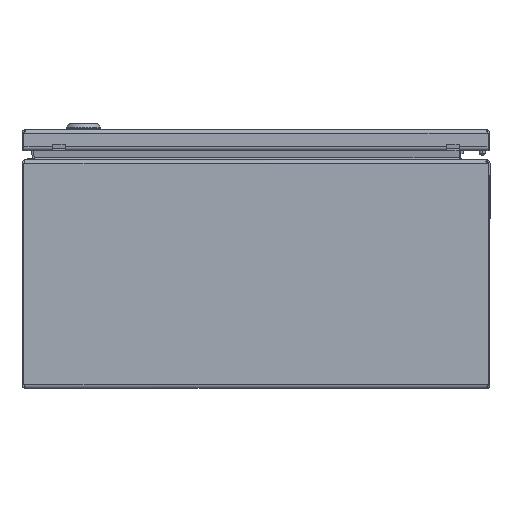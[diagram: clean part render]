
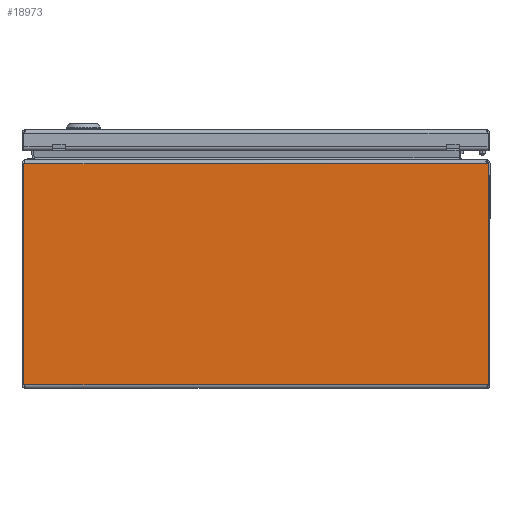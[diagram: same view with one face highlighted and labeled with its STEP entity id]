
A CAD part, front view. The second image highlights one B-rep face of the part: STEP entity #18973.
In plain terms, the highlighted planar face has unit normal (0, -1, 0).
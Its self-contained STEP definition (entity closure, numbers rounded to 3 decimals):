
#752 = VECTOR ( 'NONE', #2929, 1000. ) ;
#904 = ORIENTED_EDGE ( 'NONE', *, *, #17156, .F. ) ;
#1988 = VECTOR ( 'NONE', #20002, 1000. ) ;
#2227 = ORIENTED_EDGE ( 'NONE', *, *, #20973, .F. ) ;
#2599 = VERTEX_POINT ( 'NONE', #3608 ) ;
#2929 = DIRECTION ( 'NONE',  ( -1., 0., 0. ) ) ;
#3448 = PLANE ( 'NONE',  #9679 ) ;
#3608 = CARTESIAN_POINT ( 'NONE',  ( 188.493, -300., 3. ) ) ;
#3900 = VERTEX_POINT ( 'NONE', #6487 ) ;
#4226 = ORIENTED_EDGE ( 'NONE', *, *, #16955, .F. ) ;
#4779 = VERTEX_POINT ( 'NONE', #11895 ) ;
#4907 = ORIENTED_EDGE ( 'NONE', *, *, #22153, .T. ) ;
#5455 = DIRECTION ( 'NONE',  ( 0., 1., 0. ) ) ;
#6072 = CARTESIAN_POINT ( 'NONE',  ( -188.493, -300., 185.7 ) ) ;
#6487 = CARTESIAN_POINT ( 'NONE',  ( -188.493, -300., 182.7 ) ) ;
#8019 = VECTOR ( 'NONE', #24452, 1000. ) ;
#9679 = AXIS2_PLACEMENT_3D ( 'NONE', #17360, #5455, #19371 ) ;
#9867 = VECTOR ( 'NONE', #18648, 1000. ) ;
#10534 = CARTESIAN_POINT ( 'NONE',  ( 188.493, -300., 182.7 ) ) ;
#11895 = CARTESIAN_POINT ( 'NONE',  ( -188.493, -300., 3. ) ) ;
#12518 = CARTESIAN_POINT ( 'NONE',  ( 188.493, -300., 185.7 ) ) ;
#14235 = VERTEX_POINT ( 'NONE', #20893 ) ;
#14833 = CARTESIAN_POINT ( 'NONE',  ( 3190., -300., 3. ) ) ;
#15998 = LINE ( 'NONE', #14833, #752 ) ;
#16955 = EDGE_CURVE ( 'NONE', #4779, #3900, #17226, .T. ) ;
#17156 = EDGE_CURVE ( 'NONE', #2599, #4779, #15998, .T. ) ;
#17226 = LINE ( 'NONE', #6072, #1988 ) ;
#17360 = CARTESIAN_POINT ( 'NONE',  ( 3190., -300., 185.7 ) ) ;
#18374 = FACE_OUTER_BOUND ( 'NONE', #25385, .T. ) ;
#18648 = DIRECTION ( 'NONE',  ( -1., 0., 0. ) ) ;
#18973 = ADVANCED_FACE ( 'NONE', ( #18374 ), #3448, .F. ) ;
#19371 = DIRECTION ( 'NONE',  ( 0., 0., 1. ) ) ;
#20002 = DIRECTION ( 'NONE',  ( 0., 0., 1. ) ) ;
#20893 = CARTESIAN_POINT ( 'NONE',  ( 188.493, -300., 182.7 ) ) ;
#20973 = EDGE_CURVE ( 'NONE', #14235, #2599, #23898, .T. ) ;
#21119 = LINE ( 'NONE', #10534, #9867 ) ;
#22153 = EDGE_CURVE ( 'NONE', #14235, #3900, #21119, .T. ) ;
#23898 = LINE ( 'NONE', #12518, #8019 ) ;
#24452 = DIRECTION ( 'NONE',  ( 0., 0., -1. ) ) ;
#25385 = EDGE_LOOP ( 'NONE', ( #4907, #4226, #904, #2227 ) ) ;
